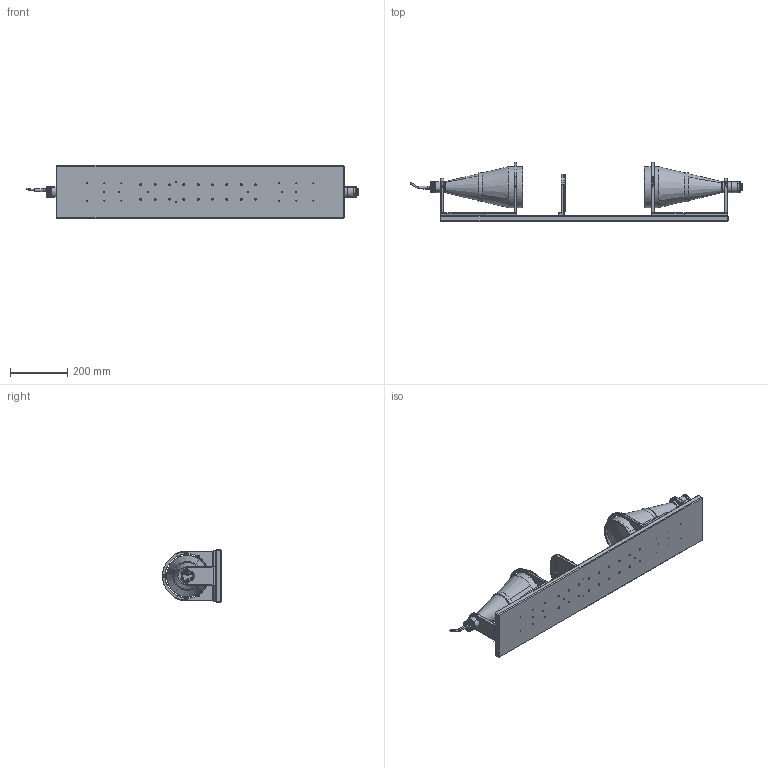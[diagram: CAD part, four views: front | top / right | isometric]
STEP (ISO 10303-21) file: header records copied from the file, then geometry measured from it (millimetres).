
FILE_DESCRIPTION (( 'STEP AP214' ), '1' );
FILE_NAME ('TCBENCH096.STEP', '2014-05-30T14:53:02', ( '' ), ( '' ), 'SwSTEP 2.0', 'SolidWorks 2013', '' );
FILE_SCHEMA (( 'AUTOMOTIVE_DESIGN' ));
Length unit declared in the file: millimetre
Products named in the file (1): TCBENCH096
Bounding box: 1157.14 x 206.5 x 185 mm (x, y, z)
Surface area: 925121.6 mm2 (no closed solid volume)
Topology: 0 solids, 50 shells, 784 faces, 2388 edges, 1649 vertices
Faces by surface type: cylinder 321, plane 306, cone 135, bspline 22
Entity records: 42582 total; most frequent: CARTESIAN_POINT 12311, DIRECTION 4624, ORIENTED_EDGE 4018, EDGE_CURVE 2388, AXIS2_PLACEMENT_3D 1698, VERTEX_POINT 1649, VECTOR 1228, LINE 1228
